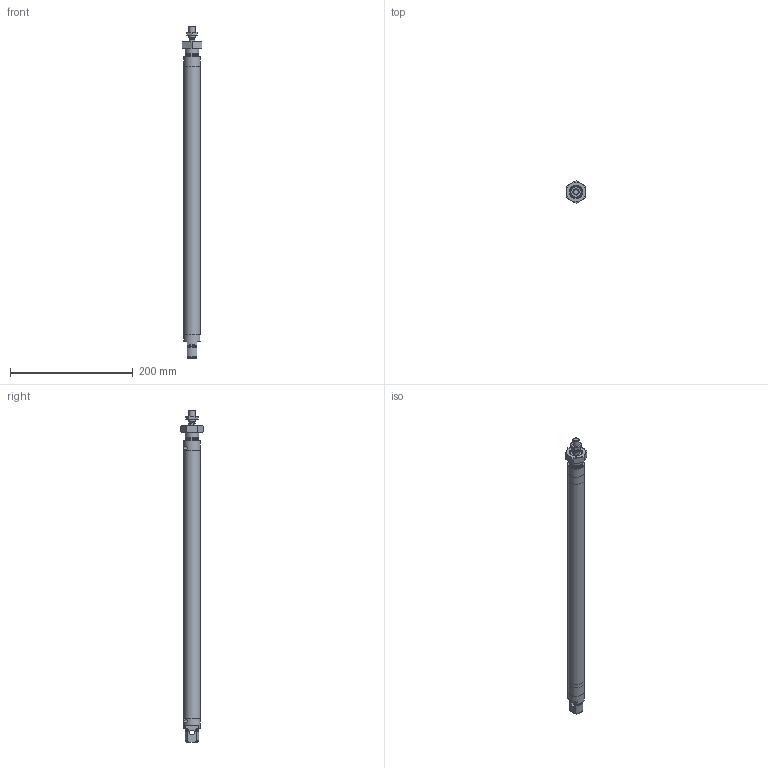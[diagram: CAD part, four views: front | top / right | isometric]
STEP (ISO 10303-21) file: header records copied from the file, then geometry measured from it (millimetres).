
FILE_DESCRIPTION( ( 'STEP AP214' ), ' ' );
FILE_NAME( '35193_DSNU-25-400-PPV-A.stp', '2018-01-30T10:30:01', ( '' ), ( '' ), ' ', 'PARTsolutions', ' ' );
FILE_SCHEMA( ( 'AUTOMOTIVE_DESIGN { 1 0 10303 214 1 1 1 1 }' ) );
Length unit declared in the file: millimetre
Products named in the file (5): 35193 DSNU-25-400-PPV-A---(0); _35193 DSNU-25-400-PPV---(A----0-ZR); _DIN-439-B - M22x1.5(F); _35193 DSNU-25-400-PPV---(A---00--0-KS); _DIN-439-B - M10x1.25(F)
Assembly tree (4 placements, depth 2):
  35193 DSNU-25-400-PPV-A---(0)
    _35193 DSNU-25-400-PPV---(A----0-ZR)
    _DIN-439-B - M22x1.5(F)
    _35193 DSNU-25-400-PPV---(A---00--0-KS)
    _DIN-439-B - M10x1.25(F)
Bounding box: 32 x 36.95 x 541.5 mm (x, y, z)
Volume: 115117.6 mm3; surface area: 99315.2 mm2
Topology: 4 solids, 4 shells, 139 faces, 340 edges, 219 vertices
Faces by surface type: plane 62, cylinder 43, cone 26, torus 8
Full cylindrical faces by diameter (mm): 3.9 x2, 5 x2, 8 x1, 8.4 x1, 8.566 x3, 8.647 x1, 10 x3, 19.7 x1, 20 x1, 20.376 x1, 22 x2, 25 x2, 26.5 x1
Entity records: 5512 total; most frequent: CARTESIAN_POINT 1257, DIRECTION 630, ORIENTED_EDGE 584, EDGE_CURVE 292, AXIS2_PLACEMENT_3D 260, VERTEX_POINT 213, EDGE_LOOP 198, FACE_OUTER_BOUND 164
